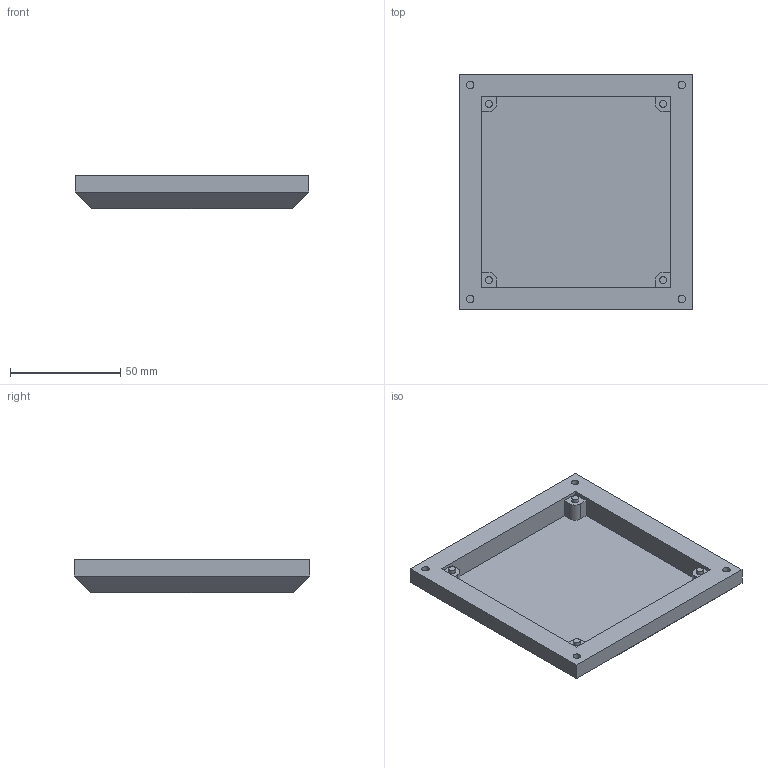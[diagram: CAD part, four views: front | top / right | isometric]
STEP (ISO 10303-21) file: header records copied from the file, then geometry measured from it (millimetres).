
FILE_DESCRIPTION(/* description */ ('','CAx-IF Rec.Pracs.---Representation and Presentation of Product Manufacturing Information (PMI)---4.0---2014-10-13'),/* implementation_level */ '2;1');
FILE_NAME(/* name */ 'bottom.step',/* time_stamp */ '2025-02-15T09:47:16-05:00',/* author */ (''),/* organization */ (''),/* preprocessor_version */ 'ST-DEVELOPER v20',/* originating_system */ 'Autodesk Translation Framework v13.20.0.188',/* authorisation */ '');
FILE_SCHEMA (('AP242_MANAGED_MODEL_BASED_3D_ENGINEERING_MIM_LF { 1 0 10303 442 1 1 4 }'));
Length unit declared in the file: centimetre
Products named in the file (1): (Unsaved)
Bounding box: 106 x 107 x 15 mm (x, y, z)
Volume: 85292 mm3; surface area: 30828.8 mm2
Topology: 1 solids, 1 shells, 47 faces, 104 edges, 68 vertices
Faces by surface type: plane 35, cylinder 12
Full cylindrical faces by diameter (mm): 3.2 x4, 3.4 x4
Entity records: 1312 total; most frequent: DIRECTION 224, CARTESIAN_POINT 220, ORIENTED_EDGE 208, EDGE_CURVE 104, LINE 80, VECTOR 80, AXIS2_PLACEMENT_3D 72, VERTEX_POINT 68
